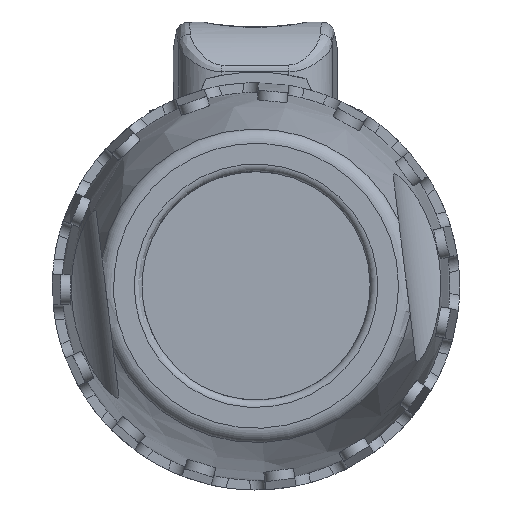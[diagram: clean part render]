
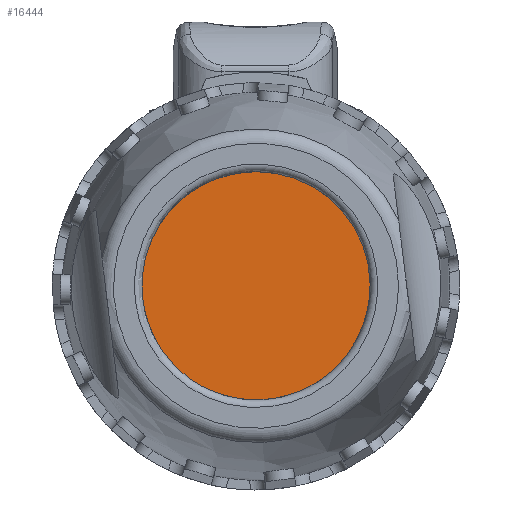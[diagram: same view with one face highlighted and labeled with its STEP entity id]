
A CAD part, top view. The second image highlights one B-rep face of the part: STEP entity #16444.
In plain terms, the highlighted planar face has unit normal (0, 0, 1).
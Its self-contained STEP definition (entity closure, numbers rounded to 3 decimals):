
#16444 = ADVANCED_FACE('',(#16445),#16458,.F.);
#16445 = FACE_BOUND('',#16446,.T.);
#16446 = EDGE_LOOP('',(#16447));
#16447 = ORIENTED_EDGE('',*,*,#16448,.F.);
#16448 = EDGE_CURVE('',#16449,#16449,#16451,.T.);
#16449 = VERTEX_POINT('',#16450);
#16450 = CARTESIAN_POINT('',(110.,7.6,67.5));
#16451 = SURFACE_CURVE('',#16452,(#16457,#16469),.PCURVE_S1.);
#16452 = CIRCLE('',#16453,7.6);
#16453 = AXIS2_PLACEMENT_3D('',#16454,#16455,#16456);
#16454 = CARTESIAN_POINT('',(110.,0.,67.5));
#16455 = DIRECTION('',(0.,0.,-1.));
#16456 = DIRECTION('',(0.,1.,0.));
#16457 = PCURVE('',#16458,#16463);
#16458 = PLANE('',#16459);
#16459 = AXIS2_PLACEMENT_3D('',#16460,#16461,#16462);
#16460 = CARTESIAN_POINT('',(110.,0.,67.5));
#16461 = DIRECTION('',(0.,0.,-1.));
#16462 = DIRECTION('',(-0.993,-0.122,
    0.));
#16463 = DEFINITIONAL_REPRESENTATION('',(#16464),#16468);
#16464 = CIRCLE('',#16465,7.6);
#16465 = AXIS2_PLACEMENT_2D('',#16466,#16467);
#16466 = CARTESIAN_POINT('',(0.,0.));
#16467 = DIRECTION('',(-0.122,0.993));
#16468 = ( GEOMETRIC_REPRESENTATION_CONTEXT(2) 
PARAMETRIC_REPRESENTATION_CONTEXT() REPRESENTATION_CONTEXT('2D SPACE',''
  ) );
#16469 = PCURVE('',#16470,#16475);
#16470 = CYLINDRICAL_SURFACE('',#16471,7.6);
#16471 = AXIS2_PLACEMENT_3D('',#16472,#16473,#16474);
#16472 = CARTESIAN_POINT('',(110.,0.,54.5));
#16473 = DIRECTION('',(0.,0.,1.));
#16474 = DIRECTION('',(0.993,0.122,0.
    ));
#16475 = DEFINITIONAL_REPRESENTATION('',(#16476),#16480);
#16476 = LINE('',#16477,#16478);
#16477 = CARTESIAN_POINT('',(7.732,13.));
#16478 = VECTOR('',#16479,1.);
#16479 = DIRECTION('',(-1.,0.));
#16480 = ( GEOMETRIC_REPRESENTATION_CONTEXT(2) 
PARAMETRIC_REPRESENTATION_CONTEXT() REPRESENTATION_CONTEXT('2D SPACE',''
  ) );
